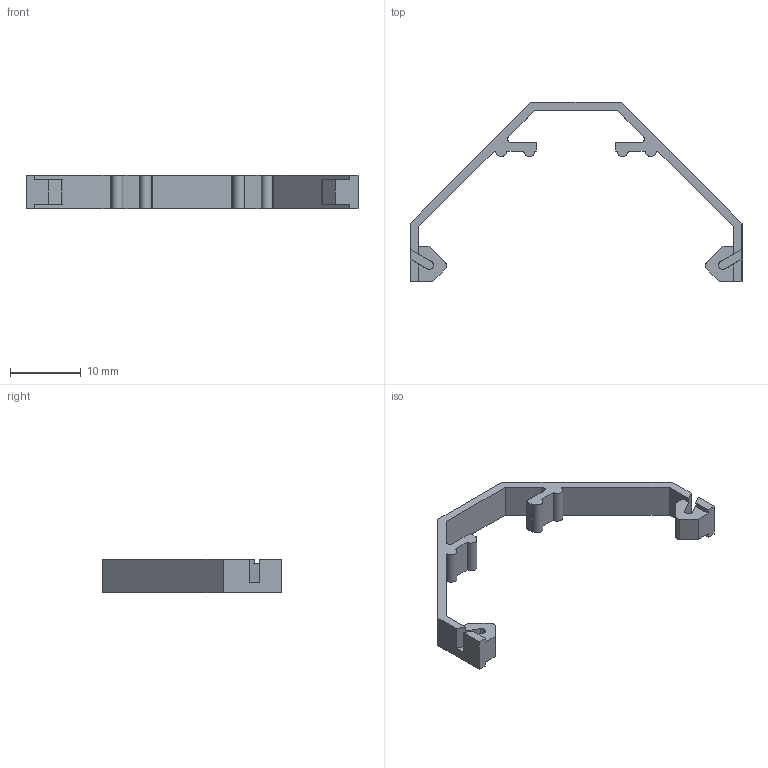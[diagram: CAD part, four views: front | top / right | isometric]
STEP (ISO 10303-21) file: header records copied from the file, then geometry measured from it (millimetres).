
FILE_DESCRIPTION (( 'STEP AP214' ), '1' );
FILE_NAME ('43035.step', '2014-05-29T09:10:10', ( '' ), ( '' ), 'SwSTEP 2.0', 'SolidWorks 2013', '' );
FILE_SCHEMA (( 'AUTOMOTIVE_DESIGN' ));
Length unit declared in the file: millimetre
Products named in the file (1): 43035
Bounding box: 47 x 25.4 x 4.8 mm (x, y, z)
Volume: 599.3 mm3; surface area: 1193.9 mm2
Topology: 1 solids, 1 shells, 58 faces, 168 edges, 112 vertices
Faces by surface type: plane 46, cylinder 12
Entity records: 1930 total; most frequent: CARTESIAN_POINT 339, ORIENTED_EDGE 336, DIRECTION 310, EDGE_CURVE 168, VECTOR 144, LINE 144, VERTEX_POINT 112, AXIS2_PLACEMENT_3D 83
